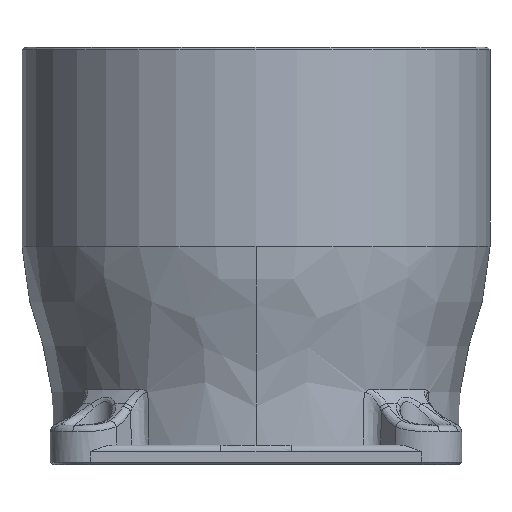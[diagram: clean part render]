
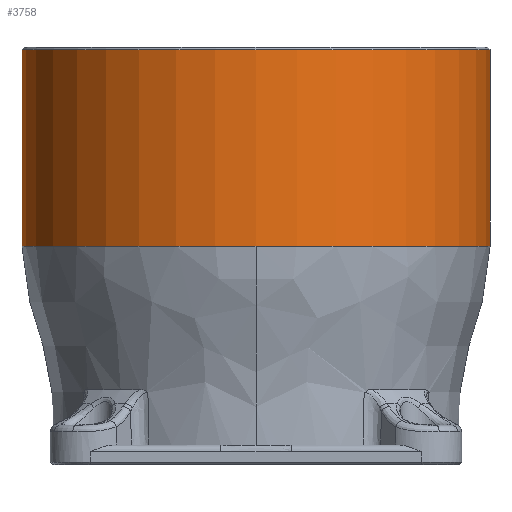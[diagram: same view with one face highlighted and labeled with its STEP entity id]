
A CAD part, front view. The second image highlights one B-rep face of the part: STEP entity #3758.
In plain terms, the highlighted cylindrical face has radius 35.27 mm (diameter 70.54 mm), a partial arc.
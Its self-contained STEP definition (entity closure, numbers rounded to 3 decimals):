
#2 = CARTESIAN_POINT ( 'NONE',  ( 0., 0., 59.6 ) ) ;
#107 = ORIENTED_EDGE ( 'NONE', *, *, #4424, .T. ) ;
#483 = CARTESIAN_POINT ( 'NONE',  ( -35.27, 0., 30. ) ) ;
#542 = DIRECTION ( 'NONE',  ( 0., 0., -1. ) ) ;
#577 = AXIS2_PLACEMENT_3D ( 'NONE', #1022, #890, #4916 ) ;
#620 = VERTEX_POINT ( 'NONE', #3971 ) ;
#714 = CIRCLE ( 'NONE', #5450, 35.27 ) ;
#890 = DIRECTION ( 'NONE',  ( 0., 0., -1. ) ) ;
#1022 = CARTESIAN_POINT ( 'NONE',  ( 0., 0., 0. ) ) ;
#1224 = DIRECTION ( 'NONE',  ( -1., 0., 0. ) ) ;
#1301 = EDGE_LOOP ( 'NONE', ( #8223, #107, #1334, #4929, #2645 ) ) ;
#1334 = ORIENTED_EDGE ( 'NONE', *, *, #5460, .T. ) ;
#2074 = CIRCLE ( 'NONE', #2750, 35.27 ) ;
#2341 = AXIS2_PLACEMENT_3D ( 'NONE', #2, #3902, #2592 ) ;
#2592 = DIRECTION ( 'NONE',  ( -1., 0., 0. ) ) ;
#2645 = ORIENTED_EDGE ( 'NONE', *, *, #4667, .F. ) ;
#2750 = AXIS2_PLACEMENT_3D ( 'NONE', #7133, #3138, #4574 ) ;
#2902 = CYLINDRICAL_SURFACE ( 'NONE', #577, 35.27 ) ;
#3138 = DIRECTION ( 'NONE',  ( 0., 0., -1. ) ) ;
#3568 = CIRCLE ( 'NONE', #2341, 35.27 ) ;
#3744 = LINE ( 'NONE', #7484, #4466 ) ;
#3758 = ADVANCED_FACE ( 'NONE', ( #4287 ), #2902, .T. ) ;
#3902 = DIRECTION ( 'NONE',  ( 0., 0., -1. ) ) ;
#3971 = CARTESIAN_POINT ( 'NONE',  ( 35.27, 0., 59.6 ) ) ;
#4287 = FACE_OUTER_BOUND ( 'NONE', #1301, .T. ) ;
#4424 = EDGE_CURVE ( 'NONE', #620, #7156, #3568, .T. ) ;
#4466 = VECTOR ( 'NONE', #6312, 1000. ) ;
#4574 = DIRECTION ( 'NONE',  ( -1., 0., 0. ) ) ;
#4595 = VERTEX_POINT ( 'NONE', #8135 ) ;
#4667 = EDGE_CURVE ( 'NONE', #8049, #4595, #714, .T. ) ;
#4710 = CARTESIAN_POINT ( 'NONE',  ( 35.27, 0., 30. ) ) ;
#4773 = EDGE_CURVE ( 'NONE', #4595, #5618, #2074, .T. ) ;
#4916 = DIRECTION ( 'NONE',  ( -1., 0., 0. ) ) ;
#4929 = ORIENTED_EDGE ( 'NONE', *, *, #4773, .F. ) ;
#5148 = CARTESIAN_POINT ( 'NONE',  ( -35.27, 0., 0. ) ) ;
#5450 = AXIS2_PLACEMENT_3D ( 'NONE', #7050, #542, #1224 ) ;
#5460 = EDGE_CURVE ( 'NONE', #7156, #5618, #5746, .T. ) ;
#5618 = VERTEX_POINT ( 'NONE', #483 ) ;
#5746 = LINE ( 'NONE', #5148, #6445 ) ;
#6115 = CARTESIAN_POINT ( 'NONE',  ( -35.27, 0., 59.6 ) ) ;
#6312 = DIRECTION ( 'NONE',  ( 0., 0., -1. ) ) ;
#6445 = VECTOR ( 'NONE', #8295, 1000. ) ;
#7050 = CARTESIAN_POINT ( 'NONE',  ( 0., 0., 30. ) ) ;
#7133 = CARTESIAN_POINT ( 'NONE',  ( 0., 0., 30. ) ) ;
#7156 = VERTEX_POINT ( 'NONE', #6115 ) ;
#7484 = CARTESIAN_POINT ( 'NONE',  ( 35.27, 0., 0. ) ) ;
#7602 = EDGE_CURVE ( 'NONE', #620, #8049, #3744, .T. ) ;
#8049 = VERTEX_POINT ( 'NONE', #4710 ) ;
#8135 = CARTESIAN_POINT ( 'NONE',  ( 0., -35.27, 30. ) ) ;
#8223 = ORIENTED_EDGE ( 'NONE', *, *, #7602, .F. ) ;
#8295 = DIRECTION ( 'NONE',  ( 0., 0., -1. ) ) ;
